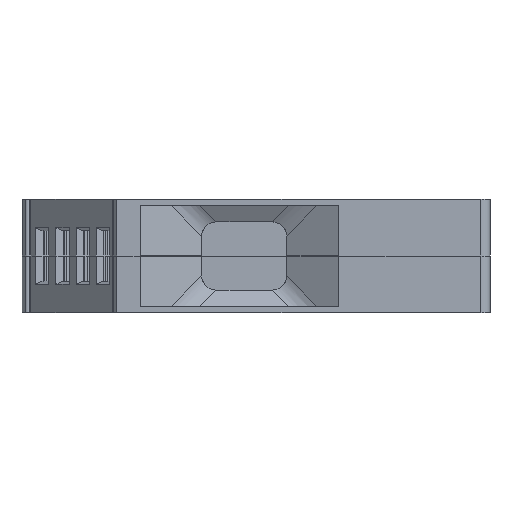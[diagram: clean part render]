
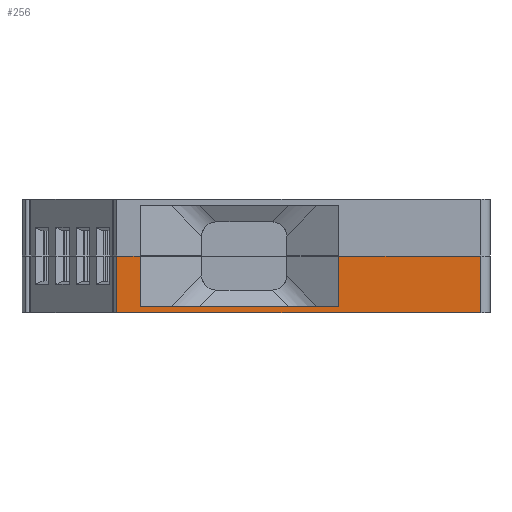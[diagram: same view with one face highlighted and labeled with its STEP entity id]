
A CAD part, left-side view. The second image highlights one B-rep face of the part: STEP entity #256.
In plain terms, the highlighted planar face has unit normal (-1, 0, 0).
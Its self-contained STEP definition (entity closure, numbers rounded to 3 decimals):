
#256=ADVANCED_FACE('',(#935),#632,.F.);
#632=PLANE('',#7793);
#935=FACE_OUTER_BOUND('',#1320,.T.);
#1320=EDGE_LOOP('',(#3913,#3914,#3915,#3916,#3917,#3918,#3919,#3920));
#1793=LINE('',#10613,#2721);
#1800=LINE('',#10626,#2728);
#1918=LINE('',#10883,#2846);
#1919=LINE('',#10885,#2847);
#1920=LINE('',#10887,#2848);
#1921=LINE('',#10889,#2849);
#1922=LINE('',#10890,#2850);
#1923=LINE('',#10892,#2851);
#2721=VECTOR('',#8460,1.);
#2728=VECTOR('',#8467,1.);
#2846=VECTOR('',#8697,1.);
#2847=VECTOR('',#8700,1.);
#2848=VECTOR('',#8701,1.);
#2849=VECTOR('',#8702,1.);
#2850=VECTOR('',#8703,1.);
#2851=VECTOR('',#8704,1.);
#3913=ORIENTED_EDGE('',*,*,#6616,.F.);
#3914=ORIENTED_EDGE('',*,*,#6749,.T.);
#3915=ORIENTED_EDGE('',*,*,#6750,.T.);
#3916=ORIENTED_EDGE('',*,*,#6751,.F.);
#3917=ORIENTED_EDGE('',*,*,#6609,.F.);
#3918=ORIENTED_EDGE('',*,*,#6748,.T.);
#3919=ORIENTED_EDGE('',*,*,#6752,.T.);
#3920=ORIENTED_EDGE('',*,*,#6753,.T.);
#5882=VERTEX_POINT('',#10612);
#5883=VERTEX_POINT('',#10614);
#5888=VERTEX_POINT('',#10625);
#5889=VERTEX_POINT('',#10627);
#5971=VERTEX_POINT('',#10882);
#5972=VERTEX_POINT('',#10886);
#5973=VERTEX_POINT('',#10888);
#5974=VERTEX_POINT('',#10891);
#6609=EDGE_CURVE('',#5882,#5883,#1793,.T.);
#6616=EDGE_CURVE('',#5888,#5889,#1800,.T.);
#6748=EDGE_CURVE('',#5882,#5971,#1918,.T.);
#6749=EDGE_CURVE('',#5888,#5972,#1919,.T.);
#6750=EDGE_CURVE('',#5972,#5973,#1920,.T.);
#6751=EDGE_CURVE('',#5883,#5973,#1921,.T.);
#6752=EDGE_CURVE('',#5971,#5974,#1922,.T.);
#6753=EDGE_CURVE('',#5974,#5889,#1923,.T.);
#7793=AXIS2_PLACEMENT_3D('',#10893,#8705,#8706);
#8460=DIRECTION('',(0.,-1.,0.));
#8467=DIRECTION('',(0.,-1.,0.));
#8697=DIRECTION('',(0.,0.,-1.));
#8700=DIRECTION('',(0.,0.,-1.));
#8701=DIRECTION('',(0.,1.,0.));
#8702=DIRECTION('',(0.,0.,-1.));
#8703=DIRECTION('',(0.,-1.,0.));
#8704=DIRECTION('',(0.,0.,1.));
#8705=DIRECTION('',(1.,0.,0.));
#8706=DIRECTION('',(0.,1.,0.));
#10612=CARTESIAN_POINT('',(-25.,-15.5,0.));
#10613=CARTESIAN_POINT('',(-25.,-15.5,0.));
#10614=CARTESIAN_POINT('',(-25.,-18.,0.));
#10625=CARTESIAN_POINT('',(-25.,-39.,0.));
#10626=CARTESIAN_POINT('',(-25.,-15.5,0.));
#10627=CARTESIAN_POINT('',(-25.,-54.,0.));
#10882=CARTESIAN_POINT('',(-25.,-15.5,-6.));
#10883=CARTESIAN_POINT('',(-25.,-15.5,0.));
#10885=CARTESIAN_POINT('',(-25.,-39.,0.));
#10886=CARTESIAN_POINT('',(-25.,-39.,-5.3));
#10887=CARTESIAN_POINT('',(-25.,-15.5,-5.3));
#10888=CARTESIAN_POINT('',(-25.,-18.,-5.3));
#10889=CARTESIAN_POINT('',(-25.,-18.,0.));
#10890=CARTESIAN_POINT('',(-25.,-15.5,-6.));
#10891=CARTESIAN_POINT('',(-25.,-54.,-6.));
#10892=CARTESIAN_POINT('',(-25.,-54.,0.));
#10893=CARTESIAN_POINT('',(-25.,-15.5,0.));
